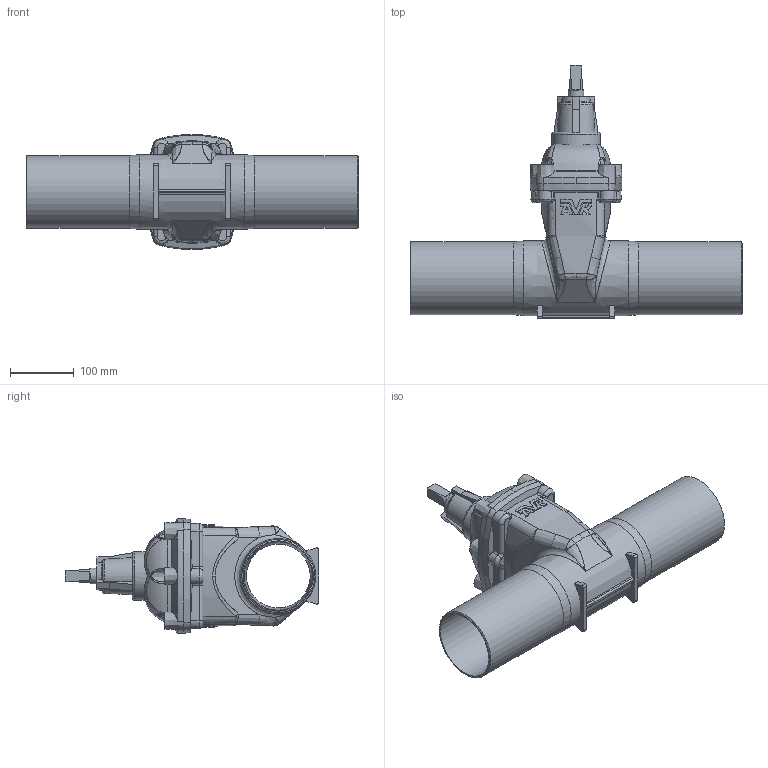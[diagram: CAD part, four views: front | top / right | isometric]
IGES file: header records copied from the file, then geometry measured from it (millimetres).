
Start section: SolidWorks IGES file using analytic representation for surfaces
Global section: file name: O_46_70_DN100_X1X_AA0_igs.igs; native system: SolidWorks 2012; preprocessor: SolidWorks 2012; author: pbm; date: 151217.133617; units: millimetre
Bounding box: 520 x 397.3 x 180 mm (x, y, z)
Surface area: 481317.8 mm2 (no closed solid volume)
Topology: 0 solids, 0 shells, 357 faces, 1938 edges, 1907 vertices
Faces by surface type: bspline 190, revolution 167
